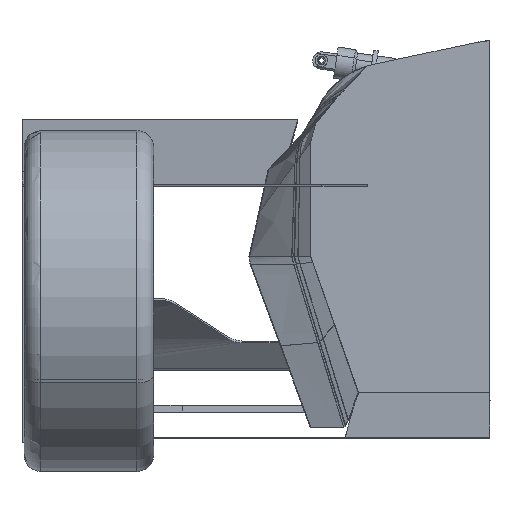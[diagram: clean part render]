
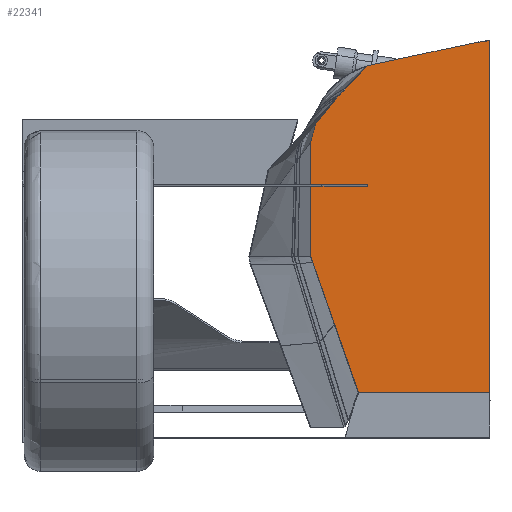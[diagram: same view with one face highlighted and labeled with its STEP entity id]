
A CAD part, left-side view. The second image highlights one B-rep face of the part: STEP entity #22341.
In plain terms, the highlighted planar face has unit normal (-1, 0, 0).
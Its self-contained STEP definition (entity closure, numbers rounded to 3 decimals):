
#21645=CARTESIAN_POINT('Vertex',(0.,0.,20.762)) ;
#21650=CARTESIAN_POINT('Line Origine',(0.,0.,-248.269)) ;
#21654=CARTESIAN_POINT('Vertex',(0.,0.,-517.3)) ;
#22219=CARTESIAN_POINT('Control Point',(0.,3.163,20.464)) ;
#22220=CARTESIAN_POINT('Control Point',(0.,2.1,20.601)) ;
#22221=CARTESIAN_POINT('Control Point',(0.,1.044,20.699)) ;
#22222=CARTESIAN_POINT('Control Point',(0.,0.,20.762)) ;
#22223=CARTESIAN_POINT('Vertex',(0.,3.163,20.464)) ;
#22255=CARTESIAN_POINT('Axis2P3D Location',(0.,0.,0.)) ;
#22261=CARTESIAN_POINT('Control Point',(0.,25.162,16.699)) ;
#22262=CARTESIAN_POINT('Control Point',(0.,20.796,17.632)) ;
#22263=CARTESIAN_POINT('Control Point',(0.,16.411,18.475)) ;
#22264=CARTESIAN_POINT('Control Point',(0.,12.006,19.229)) ;
#22265=CARTESIAN_POINT('Control Point',(0.,7.591,19.892)) ;
#22266=CARTESIAN_POINT('Control Point',(0.,3.163,20.464)) ;
#22267=CARTESIAN_POINT('Vertex',(0.,25.162,16.699)) ;
#22270=CARTESIAN_POINT('Line Origine',(0.,100.291,0.641)) ;
#22274=CARTESIAN_POINT('Vertex',(0.,175.42,-15.417)) ;
#22278=CARTESIAN_POINT('Control Point',(0.,269.04,-125.823)) ;
#22279=CARTESIAN_POINT('Control Point',(0.,268.521,-114.635)) ;
#22280=CARTESIAN_POINT('Control Point',(0.,266.68,-103.508)) ;
#22281=CARTESIAN_POINT('Control Point',(0.,263.527,-92.651)) ;
#22282=CARTESIAN_POINT('Control Point',(0.,254.716,-71.887)) ;
#22283=CARTESIAN_POINT('Control Point',(0.,241.31,-53.748)) ;
#22284=CARTESIAN_POINT('Control Point',(0.,233.561,-45.515)) ;
#22285=CARTESIAN_POINT('Control Point',(0.,218.163,-32.624)) ;
#22286=CARTESIAN_POINT('Control Point',(0.,200.468,-23.244)) ;
#22287=CARTESIAN_POINT('Control Point',(0.,192.352,-19.86)) ;
#22288=CARTESIAN_POINT('Control Point',(0.,183.97,-17.244)) ;
#22289=CARTESIAN_POINT('Control Point',(0.,175.42,-15.417)) ;
#22290=CARTESIAN_POINT('Vertex',(0.,269.04,-125.823)) ;
#22293=CARTESIAN_POINT('Line Origine',(0.,269.04,-210.751)) ;
#22297=CARTESIAN_POINT('Vertex',(0.,269.04,-295.678)) ;
#22301=CARTESIAN_POINT('Control Point',(0.,266.849,-308.523)) ;
#22302=CARTESIAN_POINT('Control Point',(0.,267.717,-306.052)) ;
#22303=CARTESIAN_POINT('Control Point',(0.,268.376,-303.509)) ;
#22304=CARTESIAN_POINT('Control Point',(0.,268.819,-300.915)) ;
#22305=CARTESIAN_POINT('Control Point',(0.,269.04,-298.297)) ;
#22306=CARTESIAN_POINT('Control Point',(0.,269.04,-295.678)) ;
#22307=CARTESIAN_POINT('Vertex',(0.,266.849,-308.523)) ;
#22310=CARTESIAN_POINT('Line Origine',(0.,232.179,-407.201)) ;
#22314=CARTESIAN_POINT('Vertex',(0.,197.508,-505.879)) ;
#22317=CARTESIAN_POINT('Line Origine',(0.,195.501,-511.589)) ;
#22321=CARTESIAN_POINT('Vertex',(0.,193.495,-517.3)) ;
#22324=CARTESIAN_POINT('Line Origine',(0.,96.747,-517.3)) ;
#21651=DIRECTION('Vector Direction',(0.,0.,1.)) ;
#22256=DIRECTION('Axis2P3D Direction',(1.,0.,0.)) ;
#22257=DIRECTION('Axis2P3D XDirection',(0.,1.,0.)) ;
#22271=DIRECTION('Vector Direction',(0.,0.978,-0.209)) ;
#22294=DIRECTION('Vector Direction',(0.,0.,-1.)) ;
#22311=DIRECTION('Vector Direction',(0.,-0.331,-0.943)) ;
#22318=DIRECTION('Vector Direction',(0.,-0.331,-0.943)) ;
#22325=DIRECTION('Vector Direction',(0.,-1.,0.)) ;
#22258=AXIS2_PLACEMENT_3D('Plane Axis2P3D',#22255,#22256,#22257) ;
#22330=ORIENTED_EDGE('',*,*,#22225,.F.) ;
#22331=ORIENTED_EDGE('',*,*,#22269,.F.) ;
#22332=ORIENTED_EDGE('',*,*,#22276,.F.) ;
#22333=ORIENTED_EDGE('',*,*,#22292,.F.) ;
#22334=ORIENTED_EDGE('',*,*,#22299,.F.) ;
#22335=ORIENTED_EDGE('',*,*,#22309,.F.) ;
#22336=ORIENTED_EDGE('',*,*,#22316,.F.) ;
#22337=ORIENTED_EDGE('',*,*,#22323,.F.) ;
#22338=ORIENTED_EDGE('',*,*,#22328,.F.) ;
#22339=ORIENTED_EDGE('',*,*,#21656,.F.) ;
#21652=VECTOR('Line Direction',#21651,1.) ;
#22272=VECTOR('Line Direction',#22271,1.) ;
#22295=VECTOR('Line Direction',#22294,1.) ;
#22312=VECTOR('Line Direction',#22311,1.) ;
#22319=VECTOR('Line Direction',#22318,1.) ;
#22326=VECTOR('Line Direction',#22325,1.) ;
#22341=ADVANCED_FACE('',(#22340),#22259,.F.) ;
#22218=B_SPLINE_CURVE_WITH_KNOTS('',3,(#22219,#22220,#22221,#22222),.UNSPECIFIED.,.F.,.U.,(4,4),(0.,4.577),.UNSPECIFIED.) ;
#22260=B_SPLINE_CURVE_WITH_KNOTS('',5,(#22261,#22262,#22263,#22264,#22265,#22266),.UNSPECIFIED.,.F.,.U.,(6,6),(0.,31.567),.UNSPECIFIED.) ;
#22277=B_SPLINE_CURVE_WITH_KNOTS('',5,(#22278,#22279,#22280,#22281,#22282,#22283,#22284,#22285,#22286,#22287,#22288,#22289),.UNSPECIFIED.,.F.,.U.,(6,3,3,6),(0.,79.196,158.391,220.214),.UNSPECIFIED.) ;
#22300=B_SPLINE_CURVE_WITH_KNOTS('',5,(#22301,#22302,#22303,#22304,#22305,#22306),.UNSPECIFIED.,.F.,.U.,(6,6),(0.,18.515),.UNSPECIFIED.) ;
#21656=EDGE_CURVE('',#21646,#21655,#21653,.F.) ;
#22225=EDGE_CURVE('',#22224,#21646,#22218,.T.) ;
#22269=EDGE_CURVE('',#22268,#22224,#22260,.T.) ;
#22276=EDGE_CURVE('',#22275,#22268,#22273,.F.) ;
#22292=EDGE_CURVE('',#22291,#22275,#22277,.T.) ;
#22299=EDGE_CURVE('',#22298,#22291,#22296,.F.) ;
#22309=EDGE_CURVE('',#22308,#22298,#22300,.T.) ;
#22316=EDGE_CURVE('',#22315,#22308,#22313,.F.) ;
#22323=EDGE_CURVE('',#22322,#22315,#22320,.F.) ;
#22328=EDGE_CURVE('',#21655,#22322,#22327,.F.) ;
#22329=EDGE_LOOP('',(#22330,#22331,#22332,#22333,#22334,#22335,#22336,#22337,#22338,#22339)) ;
#22340=FACE_OUTER_BOUND('',#22329,.T.) ;
#21653=LINE('Line',#21650,#21652) ;
#22273=LINE('Line',#22270,#22272) ;
#22296=LINE('Line',#22293,#22295) ;
#22313=LINE('Line',#22310,#22312) ;
#22320=LINE('Line',#22317,#22319) ;
#22327=LINE('Line',#22324,#22326) ;
#22259=PLANE('Plane',#22258) ;
#21646=VERTEX_POINT('',#21645) ;
#21655=VERTEX_POINT('',#21654) ;
#22224=VERTEX_POINT('',#22223) ;
#22268=VERTEX_POINT('',#22267) ;
#22275=VERTEX_POINT('',#22274) ;
#22291=VERTEX_POINT('',#22290) ;
#22298=VERTEX_POINT('',#22297) ;
#22308=VERTEX_POINT('',#22307) ;
#22315=VERTEX_POINT('',#22314) ;
#22322=VERTEX_POINT('',#22321) ;
